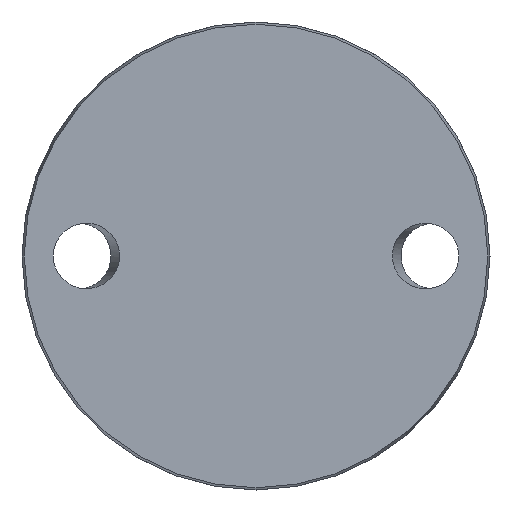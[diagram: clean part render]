
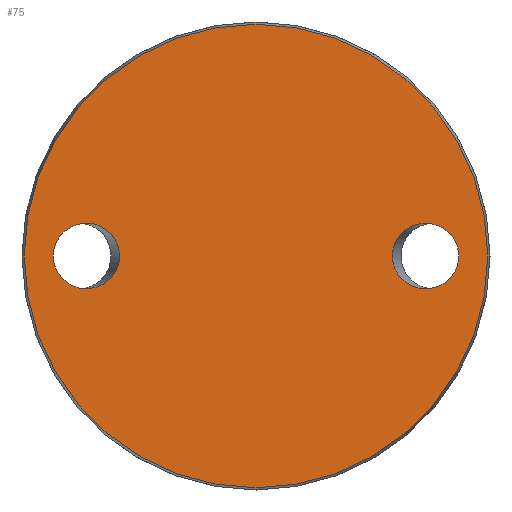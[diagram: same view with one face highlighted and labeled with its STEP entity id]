
A CAD part, front view. The second image highlights one B-rep face of the part: STEP entity #75.
In plain terms, the highlighted planar face has unit normal (0, -1, 0).
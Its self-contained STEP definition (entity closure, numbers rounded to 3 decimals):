
#14 = VERTEX_POINT ( 'NONE', #686 ) ;
#26 = FACE_OUTER_BOUND ( 'NONE', #287, .T. ) ;
#36 = DIRECTION ( 'NONE',  ( 0., 1., 0. ) ) ;
#39 = FACE_BOUND ( 'NONE', #706, .T. ) ;
#69 = CARTESIAN_POINT ( 'NONE',  ( -51.115, 0., 0. ) ) ;
#75 = ADVANCED_FACE ( 'NONE', ( #39, #770, #26 ), #345, .F. ) ;
#96 = EDGE_LOOP ( 'NONE', ( #415 ) ) ;
#114 = CARTESIAN_POINT ( 'NONE',  ( 51.115, 0., 16.5 ) ) ;
#125 = EDGE_CURVE ( 'NONE', #689, #689, #340, .T. ) ;
#198 = CARTESIAN_POINT ( 'NONE',  ( 0., 0., -58.425 ) ) ;
#229 = CIRCLE ( 'NONE', #460, 58.425 ) ;
#236 = EDGE_CURVE ( 'NONE', #14, #14, #755, .T. ) ;
#243 = CARTESIAN_POINT ( 'NONE',  ( 51.115, 0., -16.5 ) ) ;
#271 = CARTESIAN_POINT ( 'NONE',  ( -34.385, 0., 0. ) ) ;
#282 = CARTESIAN_POINT ( 'NONE',  ( -58.425, 0., 0. ) ) ;
#287 = EDGE_LOOP ( 'NONE', ( #536 ) ) ;
#301 = CARTESIAN_POINT ( 'NONE',  ( 34.385, 0., -16.5 ) ) ;
#335 = DIRECTION ( 'NONE',  ( 0., -1., 0. ) ) ;
#337 = CARTESIAN_POINT ( 'NONE',  ( -51.115, 0., 16.5 ) ) ;
#340 =( BOUNDED_CURVE ( )  B_SPLINE_CURVE ( 3, ( #638, #337, #702, #271, #530, #523, #768 ),
 .UNSPECIFIED., .T., .T. ) 
 B_SPLINE_CURVE_WITH_KNOTS ( ( 4, 3, 4 ),
 ( 0., 3.142, 6.283 ),
 .UNSPECIFIED. ) 
 CURVE ( )  GEOMETRIC_REPRESENTATION_ITEM ( )  RATIONAL_B_SPLINE_CURVE ( ( 1., 0.333, 0.333, 1., 0.333, 0.333, 1. ) ) 
 REPRESENTATION_ITEM ( '' )  );
#345 = PLANE ( 'NONE',  #619 ) ;
#366 = CARTESIAN_POINT ( 'NONE',  ( 51.115, 0., 0. ) ) ;
#415 = ORIENTED_EDGE ( 'NONE', *, *, #236, .T. ) ;
#452 = DIRECTION ( 'NONE',  ( 0., 0., -1. ) ) ;
#460 = AXIS2_PLACEMENT_3D ( 'NONE', #664, #335, #452 ) ;
#523 = CARTESIAN_POINT ( 'NONE',  ( -51.115, 0., -16.5 ) ) ;
#530 = CARTESIAN_POINT ( 'NONE',  ( -34.385, 0., -16.5 ) ) ;
#536 = ORIENTED_EDGE ( 'NONE', *, *, #692, .T. ) ;
#544 = CARTESIAN_POINT ( 'NONE',  ( 34.385, 0., 0. ) ) ;
#581 = ORIENTED_EDGE ( 'NONE', *, *, #125, .T. ) ;
#608 = CARTESIAN_POINT ( 'NONE',  ( 51.115, 0., 0. ) ) ;
#619 = AXIS2_PLACEMENT_3D ( 'NONE', #282, #36, #705 ) ;
#638 = CARTESIAN_POINT ( 'NONE',  ( -51.115, 0., 0. ) ) ;
#664 = CARTESIAN_POINT ( 'NONE',  ( 0., 0., 0. ) ) ;
#686 = CARTESIAN_POINT ( 'NONE',  ( 51.115, 0., 0. ) ) ;
#689 = VERTEX_POINT ( 'NONE', #69 ) ;
#692 = EDGE_CURVE ( 'NONE', #750, #750, #229, .T. ) ;
#702 = CARTESIAN_POINT ( 'NONE',  ( -34.385, 0., 16.5 ) ) ;
#705 = DIRECTION ( 'NONE',  ( 0., 0., 1. ) ) ;
#706 = EDGE_LOOP ( 'NONE', ( #581 ) ) ;
#750 = VERTEX_POINT ( 'NONE', #198 ) ;
#755 =( BOUNDED_CURVE ( )  B_SPLINE_CURVE ( 3, ( #608, #243, #301, #544, #790, #114, #366 ),
 .UNSPECIFIED., .T., .F. ) 
 B_SPLINE_CURVE_WITH_KNOTS ( ( 4, 3, 4 ),
 ( 0., 3.142, 6.283 ),
 .UNSPECIFIED. ) 
 CURVE ( )  GEOMETRIC_REPRESENTATION_ITEM ( )  RATIONAL_B_SPLINE_CURVE ( ( 1., 0.333, 0.333, 1., 0.333, 0.333, 1. ) ) 
 REPRESENTATION_ITEM ( '' )  );
#768 = CARTESIAN_POINT ( 'NONE',  ( -51.115, 0., 0. ) ) ;
#770 = FACE_BOUND ( 'NONE', #96, .T. ) ;
#790 = CARTESIAN_POINT ( 'NONE',  ( 34.385, 0., 16.5 ) ) ;
